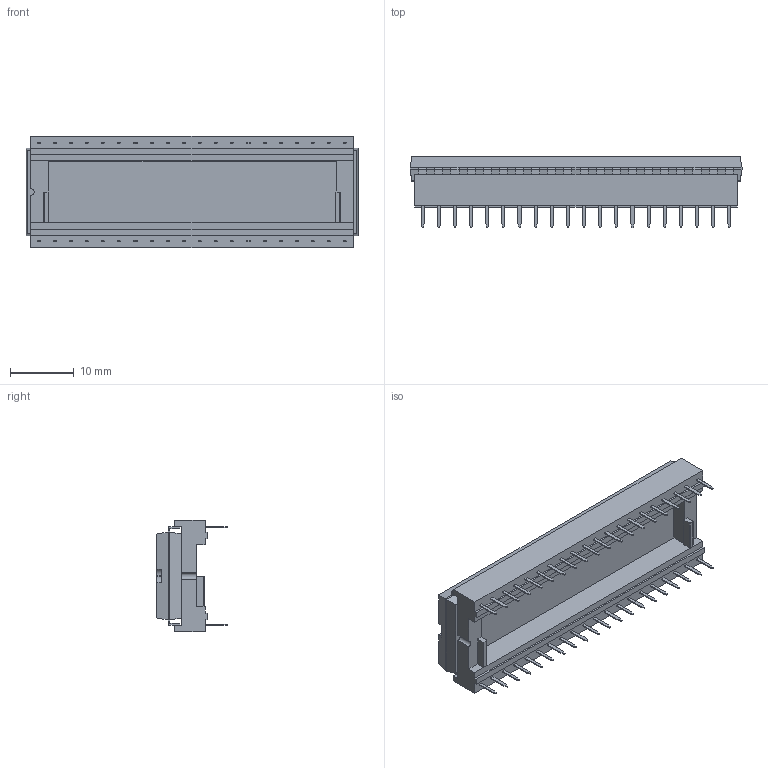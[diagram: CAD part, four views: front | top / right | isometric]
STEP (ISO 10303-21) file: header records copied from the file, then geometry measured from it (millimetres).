
FILE_DESCRIPTION (( 'STEP AP214' ), '1' );
FILE_NAME ('1DE62A3C-1D48-4925-A3AB-EB3074A55B55.STEP', '2023-09-26T03:48:51', ( '' ), ( '' ), 'SwSTEP 2.0', 'SolidWorks 2022', '' );
FILE_SCHEMA (( 'AUTOMOTIVE_DESIGN' ));
Length unit declared in the file: millimetre
Products named in the file (1): 1DE62A3C-1D48-4925-A3AB-EB3074A55B55
Bounding box: 52.26 x 11.16 x 17.6 mm (x, y, z)
Surface area: 4390.3 mm2 (no closed solid volume)
Topology: 0 solids, 53 shells, 755 faces, 2946 edges, 2207 vertices
Faces by surface type: plane 677, cylinder 74, bspline 4
Entity records: 38541 total; most frequent: CARTESIAN_POINT 6033, ORIENTED_EDGE 4622, DIRECTION 4605, EDGE_CURVE 2946, VECTOR 2767, LINE 2767, VERTEX_POINT 2207, AXIS2_PLACEMENT_3D 919
